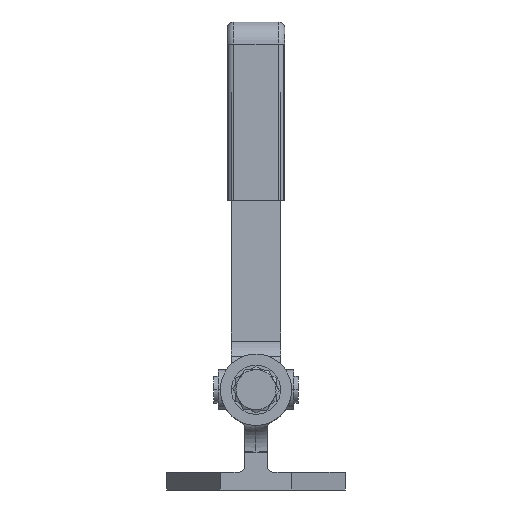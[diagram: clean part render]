
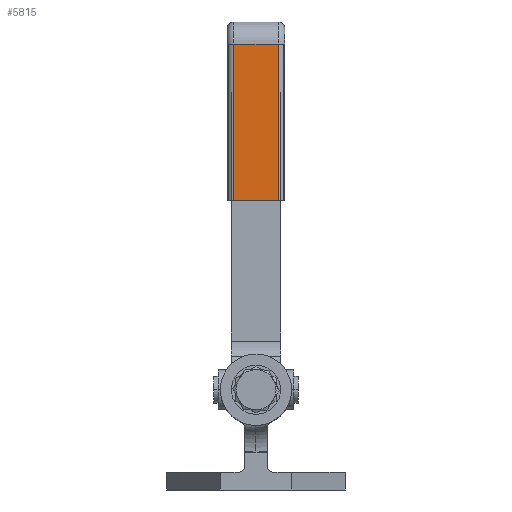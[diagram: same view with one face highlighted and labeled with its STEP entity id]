
A CAD part, left-side view. The second image highlights one B-rep face of the part: STEP entity #5815.
In plain terms, the highlighted planar face has unit normal (-1, 0, 0).
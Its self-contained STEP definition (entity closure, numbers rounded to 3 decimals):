
#5524=CARTESIAN_POINT('',(141.,10.,200.0));
#5525=VERTEX_POINT('',#5524);
#5533=CARTESIAN_POINT('',(141.,-10.,200.0));
#5534=VERTEX_POINT('',#5533);
#5535=CARTESIAN_POINT('',(141.,10.,200.0));
#5536=DIRECTION('',(0.0,-1.0,0.0));
#5537=VECTOR('',#5536,20.0);
#5538=LINE('',#5535,#5537);
#5539=EDGE_CURVE('',#5525,#5534,#5538,.T.);
#5682=CARTESIAN_POINT('',(141.,10.,130.0));
#5683=VERTEX_POINT('',#5682);
#5691=CARTESIAN_POINT('',(141.,10.,130.0));
#5692=DIRECTION('',(0.0,0.0,1.0));
#5693=VECTOR('',#5692,70.0);
#5694=LINE('',#5691,#5693);
#5695=EDGE_CURVE('',#5683,#5525,#5694,.T.);
#5792=CARTESIAN_POINT('',(141.,13.,130.0));
#5793=DIRECTION('',(-1.0,0.0,0.0));
#5794=DIRECTION('',(0.0,0.0,1.0));
#5795=AXIS2_PLACEMENT_3D('',#5792,#5793,#5794);
#5796=PLANE('',#5795);
#5797=ORIENTED_EDGE('',*,*,#5695,.F.);
#5798=CARTESIAN_POINT('',(141.,-10.,130.0));
#5799=VERTEX_POINT('',#5798);
#5800=CARTESIAN_POINT('',(141.,10.,130.0));
#5801=DIRECTION('',(0.0,-1.0,0.0));
#5802=VECTOR('',#5801,20.0);
#5803=LINE('',#5800,#5802);
#5804=EDGE_CURVE('',#5683,#5799,#5803,.T.);
#5805=ORIENTED_EDGE('',*,*,#5804,.T.);
#5806=CARTESIAN_POINT('',(141.,-10.,200.0));
#5807=DIRECTION('',(0.0,0.0,-1.0));
#5808=VECTOR('',#5807,70.0);
#5809=LINE('',#5806,#5808);
#5810=EDGE_CURVE('',#5534,#5799,#5809,.T.);
#5811=ORIENTED_EDGE('',*,*,#5810,.F.);
#5812=ORIENTED_EDGE('',*,*,#5539,.F.);
#5813=EDGE_LOOP('',(#5797,#5805,#5811,#5812));
#5814=FACE_OUTER_BOUND('',#5813,.T.);
#5815=ADVANCED_FACE('',(#5814),#5796,.T.);
